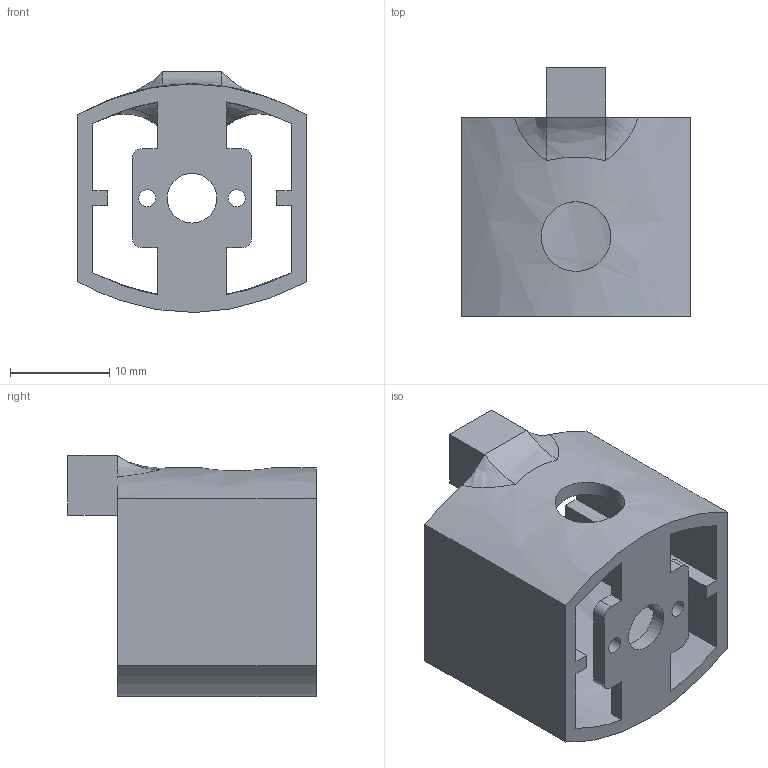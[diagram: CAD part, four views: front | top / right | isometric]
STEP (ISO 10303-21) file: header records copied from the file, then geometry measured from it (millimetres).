
FILE_DESCRIPTION(/* description */ (''),/* implementation_level */ '2;1');
FILE_NAME(/* name */ 'mid_bridge.stp',/* time_stamp */ '2025-03-11T11:44:50Z',/* author */ ('diogo'),/* organization */ (''),/* preprocessor_version */ 'ST-DEVELOPER v19.2',/* originating_system */ 'Autodesk Inventor 2024',/* authorisation */ '');
FILE_SCHEMA (('AUTOMOTIVE_DESIGN { 1 0 10303 214 3 1 1 }'));
Length unit declared in the file: millimetre
Products named in the file (1): JunçãoComprimento
Bounding box: 23 x 25 x 24.25 mm (x, y, z)
Volume: 2826.5 mm3; surface area: 3971.4 mm2
Topology: 1 solids, 1 shells, 50 faces, 149 edges, 93 vertices
Faces by surface type: plane 30, bspline 12, cylinder 8
Full cylindrical faces by diameter (mm): 1.7 x2, 5 x1, 7 x1
Entity records: 2428 total; most frequent: CARTESIAN_POINT 1155, ORIENTED_EDGE 286, DIRECTION 198, EDGE_CURVE 143, VERTEX_POINT 93, LINE 88, VECTOR 88, EDGE_LOOP 60
